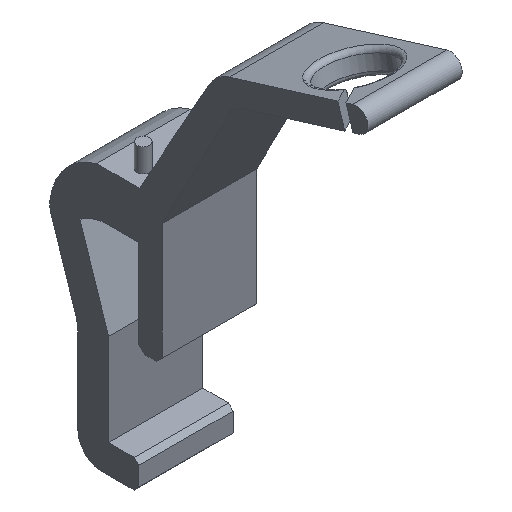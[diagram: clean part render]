
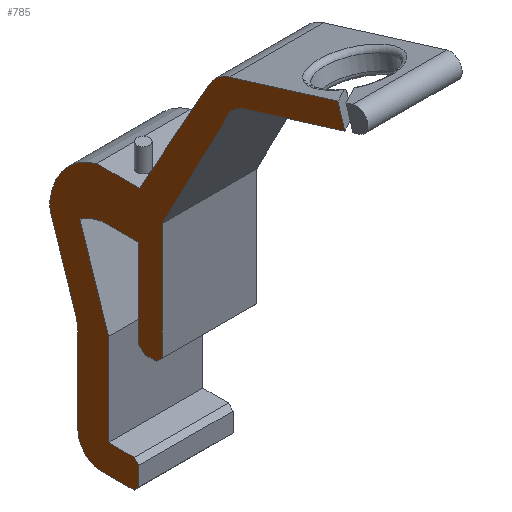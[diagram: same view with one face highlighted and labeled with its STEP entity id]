
A CAD part, isometric view. The second image highlights one B-rep face of the part: STEP entity #785.
In plain terms, the highlighted planar face has unit normal (-1, 0, 0).
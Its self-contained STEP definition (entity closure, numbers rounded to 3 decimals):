
#25=PLANE('',#852);
#59=FACE_OUTER_BOUND('',#101,.T.);
#101=EDGE_LOOP('',(#587,#588,#589,#590,#591,#592,#593,#594,#595,#596,#597,
#598,#599,#600,#601,#602,#603,#604,#605,#606,#607,#608,#609,#610,#611,#612,
#613,#614,#615,#616,#617));
#142=LINE('',#1131,#232);
#170=LINE('',#1205,#260);
#171=LINE('',#1207,#261);
#172=LINE('',#1209,#262);
#173=LINE('',#1211,#263);
#174=LINE('',#1213,#264);
#175=LINE('',#1215,#265);
#176=LINE('',#1217,#266);
#177=LINE('',#1219,#267);
#178=LINE('',#1221,#268);
#179=LINE('',#1223,#269);
#180=LINE('',#1225,#270);
#181=LINE('',#1227,#271);
#182=LINE('',#1229,#272);
#183=LINE('',#1231,#273);
#184=LINE('',#1233,#274);
#185=LINE('',#1235,#275);
#186=LINE('',#1237,#276);
#187=LINE('',#1239,#277);
#188=LINE('',#1241,#278);
#189=LINE('',#1245,#279);
#190=LINE('',#1247,#280);
#191=LINE('',#1249,#281);
#192=LINE('',#1253,#282);
#193=LINE('',#1254,#283);
#232=VECTOR('',#912,10.);
#260=VECTOR('',#968,10.);
#261=VECTOR('',#969,10.);
#262=VECTOR('',#970,10.);
#263=VECTOR('',#971,10.);
#264=VECTOR('',#972,10.);
#265=VECTOR('',#973,10.);
#266=VECTOR('',#974,10.);
#267=VECTOR('',#975,10.);
#268=VECTOR('',#976,10.);
#269=VECTOR('',#977,10.);
#270=VECTOR('',#978,10.);
#271=VECTOR('',#979,10.);
#272=VECTOR('',#980,10.);
#273=VECTOR('',#981,10.);
#274=VECTOR('',#982,10.);
#275=VECTOR('',#983,10.);
#276=VECTOR('',#984,10.);
#277=VECTOR('',#985,10.);
#278=VECTOR('',#986,10.);
#279=VECTOR('',#989,10.);
#280=VECTOR('',#990,10.);
#281=VECTOR('',#991,10.);
#282=VECTOR('',#994,10.);
#283=VECTOR('',#995,10.);
#319=CIRCLE('',#837,10.);
#320=CIRCLE('',#840,6.);
#327=CIRCLE('',#849,13.706);
#328=CIRCLE('',#851,5.);
#329=CIRCLE('',#853,7.492);
#330=CIRCLE('',#854,7.255);
#343=VERTEX_POINT('',#1121);
#344=VERTEX_POINT('',#1123);
#346=VERTEX_POINT('',#1129);
#347=VERTEX_POINT('',#1133);
#348=VERTEX_POINT('',#1134);
#377=VERTEX_POINT('',#1197);
#378=VERTEX_POINT('',#1201);
#379=VERTEX_POINT('',#1206);
#380=VERTEX_POINT('',#1208);
#381=VERTEX_POINT('',#1210);
#382=VERTEX_POINT('',#1212);
#383=VERTEX_POINT('',#1214);
#384=VERTEX_POINT('',#1216);
#385=VERTEX_POINT('',#1218);
#386=VERTEX_POINT('',#1220);
#387=VERTEX_POINT('',#1222);
#388=VERTEX_POINT('',#1224);
#389=VERTEX_POINT('',#1226);
#390=VERTEX_POINT('',#1228);
#391=VERTEX_POINT('',#1230);
#392=VERTEX_POINT('',#1232);
#393=VERTEX_POINT('',#1234);
#394=VERTEX_POINT('',#1236);
#395=VERTEX_POINT('',#1238);
#396=VERTEX_POINT('',#1240);
#397=VERTEX_POINT('',#1242);
#398=VERTEX_POINT('',#1244);
#399=VERTEX_POINT('',#1246);
#400=VERTEX_POINT('',#1248);
#401=VERTEX_POINT('',#1250);
#402=VERTEX_POINT('',#1252);
#421=EDGE_CURVE('',#343,#344,#319,.T.);
#425=EDGE_CURVE('',#343,#346,#142,.T.);
#426=EDGE_CURVE('',#347,#348,#320,.T.);
#458=EDGE_CURVE('',#377,#348,#327,.T.);
#461=EDGE_CURVE('',#378,#346,#328,.T.);
#462=EDGE_CURVE('',#347,#344,#170,.T.);
#463=EDGE_CURVE('',#379,#378,#171,.T.);
#464=EDGE_CURVE('',#380,#379,#172,.T.);
#465=EDGE_CURVE('',#381,#380,#173,.T.);
#466=EDGE_CURVE('',#382,#381,#174,.T.);
#467=EDGE_CURVE('',#383,#382,#175,.T.);
#468=EDGE_CURVE('',#384,#383,#176,.T.);
#469=EDGE_CURVE('',#385,#384,#177,.T.);
#470=EDGE_CURVE('',#386,#385,#178,.T.);
#471=EDGE_CURVE('',#387,#386,#179,.T.);
#472=EDGE_CURVE('',#388,#387,#180,.T.);
#473=EDGE_CURVE('',#389,#388,#181,.T.);
#474=EDGE_CURVE('',#390,#389,#182,.T.);
#475=EDGE_CURVE('',#391,#390,#183,.T.);
#476=EDGE_CURVE('',#392,#391,#184,.T.);
#477=EDGE_CURVE('',#393,#392,#185,.T.);
#478=EDGE_CURVE('',#394,#393,#186,.T.);
#479=EDGE_CURVE('',#395,#394,#187,.T.);
#480=EDGE_CURVE('',#395,#396,#188,.T.);
#481=EDGE_CURVE('',#396,#397,#329,.T.);
#482=EDGE_CURVE('',#397,#398,#189,.T.);
#483=EDGE_CURVE('',#398,#399,#190,.T.);
#484=EDGE_CURVE('',#400,#399,#191,.T.);
#485=EDGE_CURVE('',#401,#400,#330,.T.);
#486=EDGE_CURVE('',#401,#402,#192,.T.);
#487=EDGE_CURVE('',#402,#377,#193,.T.);
#587=ORIENTED_EDGE('',*,*,#426,.F.);
#588=ORIENTED_EDGE('',*,*,#462,.T.);
#589=ORIENTED_EDGE('',*,*,#421,.F.);
#590=ORIENTED_EDGE('',*,*,#425,.T.);
#591=ORIENTED_EDGE('',*,*,#461,.F.);
#592=ORIENTED_EDGE('',*,*,#463,.F.);
#593=ORIENTED_EDGE('',*,*,#464,.F.);
#594=ORIENTED_EDGE('',*,*,#465,.F.);
#595=ORIENTED_EDGE('',*,*,#466,.F.);
#596=ORIENTED_EDGE('',*,*,#467,.F.);
#597=ORIENTED_EDGE('',*,*,#468,.F.);
#598=ORIENTED_EDGE('',*,*,#469,.F.);
#599=ORIENTED_EDGE('',*,*,#470,.F.);
#600=ORIENTED_EDGE('',*,*,#471,.F.);
#601=ORIENTED_EDGE('',*,*,#472,.F.);
#602=ORIENTED_EDGE('',*,*,#473,.F.);
#603=ORIENTED_EDGE('',*,*,#474,.F.);
#604=ORIENTED_EDGE('',*,*,#475,.F.);
#605=ORIENTED_EDGE('',*,*,#476,.F.);
#606=ORIENTED_EDGE('',*,*,#477,.F.);
#607=ORIENTED_EDGE('',*,*,#478,.F.);
#608=ORIENTED_EDGE('',*,*,#479,.F.);
#609=ORIENTED_EDGE('',*,*,#480,.T.);
#610=ORIENTED_EDGE('',*,*,#481,.T.);
#611=ORIENTED_EDGE('',*,*,#482,.T.);
#612=ORIENTED_EDGE('',*,*,#483,.T.);
#613=ORIENTED_EDGE('',*,*,#484,.F.);
#614=ORIENTED_EDGE('',*,*,#485,.F.);
#615=ORIENTED_EDGE('',*,*,#486,.T.);
#616=ORIENTED_EDGE('',*,*,#487,.T.);
#617=ORIENTED_EDGE('',*,*,#458,.T.);
#785=ADVANCED_FACE('',(#59),#25,.F.);
#837=AXIS2_PLACEMENT_3D('',#1124,#905,#906);
#840=AXIS2_PLACEMENT_3D('',#1135,#915,#916);
#849=AXIS2_PLACEMENT_3D('',#1198,#958,#959);
#851=AXIS2_PLACEMENT_3D('',#1203,#964,#965);
#852=AXIS2_PLACEMENT_3D('',#1204,#966,#967);
#853=AXIS2_PLACEMENT_3D('',#1243,#987,#988);
#854=AXIS2_PLACEMENT_3D('',#1251,#992,#993);
#905=DIRECTION('center_axis',(-1.,0.,0.));
#906=DIRECTION('ref_axis',(0.,-0.987,0.158));
#912=DIRECTION('',(0.,0.,-1.));
#915=DIRECTION('center_axis',(1.,0.,0.));
#916=DIRECTION('ref_axis',(0.,0.994,-0.105));
#958=DIRECTION('center_axis',(-1.,0.,0.));
#959=DIRECTION('ref_axis',(0.,1.,0.));
#964=DIRECTION('center_axis',(1.,0.,0.));
#965=DIRECTION('ref_axis',(0.,0.707,-0.707));
#966=DIRECTION('center_axis',(1.,0.,0.));
#967=DIRECTION('ref_axis',(0.,0.,-1.));
#968=DIRECTION('',(0.,-0.312,-0.95));
#969=DIRECTION('',(0.,1.,0.));
#970=DIRECTION('',(0.,0.707,-0.707));
#971=DIRECTION('',(0.,0.,-1.));
#972=DIRECTION('',(0.,-0.707,-0.707));
#973=DIRECTION('',(0.,-1.,0.));
#974=DIRECTION('',(0.,0.,-1.));
#975=DIRECTION('',(0.,-0.312,-0.95));
#976=DIRECTION('',(0.,0.85,-0.527));
#977=DIRECTION('',(0.,0.922,-0.386));
#978=DIRECTION('',(0.,0.972,-0.236));
#979=DIRECTION('',(0.,0.997,-0.079));
#980=DIRECTION('',(0.,1.,0.));
#981=DIRECTION('',(0.,0.,1.));
#982=DIRECTION('',(0.,0.707,0.707));
#983=DIRECTION('',(0.,1.,0.));
#984=DIRECTION('',(0.,0.707,-0.707));
#985=DIRECTION('',(0.,0.,-1.));
#986=DIRECTION('',(0.,-0.462,0.887));
#987=DIRECTION('center_axis',(1.,0.,0.));
#988=DIRECTION('ref_axis',(0.,0.873,0.487));
#989=DIRECTION('',(0.,-0.956,0.295));
#990=DIRECTION('',(0.,0.295,0.956));
#991=DIRECTION('',(0.,-0.956,0.295));
#992=DIRECTION('center_axis',(1.,0.,0.));
#993=DIRECTION('ref_axis',(0.,0.88,0.475));
#994=DIRECTION('',(0.,0.487,-0.873));
#995=DIRECTION('',(0.,1.,0.));
#1121=CARTESIAN_POINT('',(170.,22.9,-3.477));
#1123=CARTESIAN_POINT('',(170.,23.399,-0.357));
#1124=CARTESIAN_POINT('Origin',(170.,32.9,-3.477));
#1129=CARTESIAN_POINT('',(170.,22.9,-21.325));
#1131=CARTESIAN_POINT('',(170.,22.9,-13.325));
#1133=CARTESIAN_POINT('',(170.,28.583,15.43));
#1134=CARTESIAN_POINT('',(170.,28.848,17.944));
#1135=CARTESIAN_POINT('Origin',(170.,22.883,17.302));
#1197=CARTESIAN_POINT('',(170.,18.927,29.672));
#1198=CARTESIAN_POINT('Origin',(170.,15.221,16.477));
#1201=CARTESIAN_POINT('',(170.,17.9,-26.325));
#1203=CARTESIAN_POINT('Origin',(170.,17.9,-21.325));
#1204=CARTESIAN_POINT('Origin',(170.,6.251,-0.325));
#1205=CARTESIAN_POINT('',(170.,22.32,-3.644));
#1206=CARTESIAN_POINT('',(170.,11.,-26.325));
#1207=CARTESIAN_POINT('',(170.,8.625,-26.325));
#1208=CARTESIAN_POINT('',(170.,10.,-25.325));
#1209=CARTESIAN_POINT('',(170.,2.813,-18.138));
#1210=CARTESIAN_POINT('',(170.,10.,-21.325));
#1211=CARTESIAN_POINT('',(170.,10.,-10.825));
#1212=CARTESIAN_POINT('',(170.,11.,-20.325));
#1213=CARTESIAN_POINT('',(170.,14.313,-17.012));
#1214=CARTESIAN_POINT('',(170.,16.4,-20.325));
#1215=CARTESIAN_POINT('',(170.,8.625,-20.325));
#1216=CARTESIAN_POINT('',(170.,16.4,-0.837));
#1217=CARTESIAN_POINT('',(170.,16.4,-10.325));
#1218=CARTESIAN_POINT('',(170.,22.48,17.678));
#1219=CARTESIAN_POINT('',(170.,19.022,7.147));
#1220=CARTESIAN_POINT('',(170.,21.099,18.535));
#1221=CARTESIAN_POINT('',(170.,20.655,18.811));
#1222=CARTESIAN_POINT('',(170.,19.6,19.163));
#1223=CARTESIAN_POINT('',(170.,17.395,20.087));
#1224=CARTESIAN_POINT('',(170.,18.02,19.546));
#1225=CARTESIAN_POINT('',(170.,14.737,20.342));
#1226=CARTESIAN_POINT('',(170.,16.4,19.675));
#1227=CARTESIAN_POINT('',(170.,12.149,20.014));
#1228=CARTESIAN_POINT('',(170.,10.,19.675));
#1229=CARTESIAN_POINT('',(170.,8.125,19.675));
#1230=CARTESIAN_POINT('',(170.,10.,0.925));
#1231=CARTESIAN_POINT('',(170.,10.,0.3));
#1232=CARTESIAN_POINT('',(170.,8.751,-0.325));
#1233=CARTESIAN_POINT('',(170.,8.126,-0.95));
#1234=CARTESIAN_POINT('',(170.,6.251,-0.325));
#1235=CARTESIAN_POINT('',(170.,6.251,-0.325));
#1236=CARTESIAN_POINT('',(170.,5.041,0.884));
#1237=CARTESIAN_POINT('',(170.,5.646,0.28));
#1238=CARTESIAN_POINT('',(170.,5.041,25.614));
#1239=CARTESIAN_POINT('',(170.,5.041,17.173));
#1240=CARTESIAN_POINT('',(170.,-9.525,53.58));
#1241=CARTESIAN_POINT('',(170.,5.256,25.203));
#1242=CARTESIAN_POINT('',(170.,-12.649,55.474));
#1243=CARTESIAN_POINT('Origin',(170.,-14.854,48.313));
#1244=CARTESIAN_POINT('',(170.,-33.719,61.969));
#1245=CARTESIAN_POINT('',(170.,-12.649,55.474));
#1246=CARTESIAN_POINT('',(170.,-32.247,66.747));
#1247=CARTESIAN_POINT('',(170.,-38.094,47.777));
#1248=CARTESIAN_POINT('',(170.,-9.261,59.662));
#1249=CARTESIAN_POINT('',(170.,-9.261,59.662));
#1250=CARTESIAN_POINT('',(170.,-4.921,56.15));
#1251=CARTESIAN_POINT('Origin',(170.,-11.304,52.7));
#1252=CARTESIAN_POINT('',(170.,9.858,29.672));
#1253=CARTESIAN_POINT('',(170.,-4.921,56.15));
#1254=CARTESIAN_POINT('',(170.,35.949,29.672));
